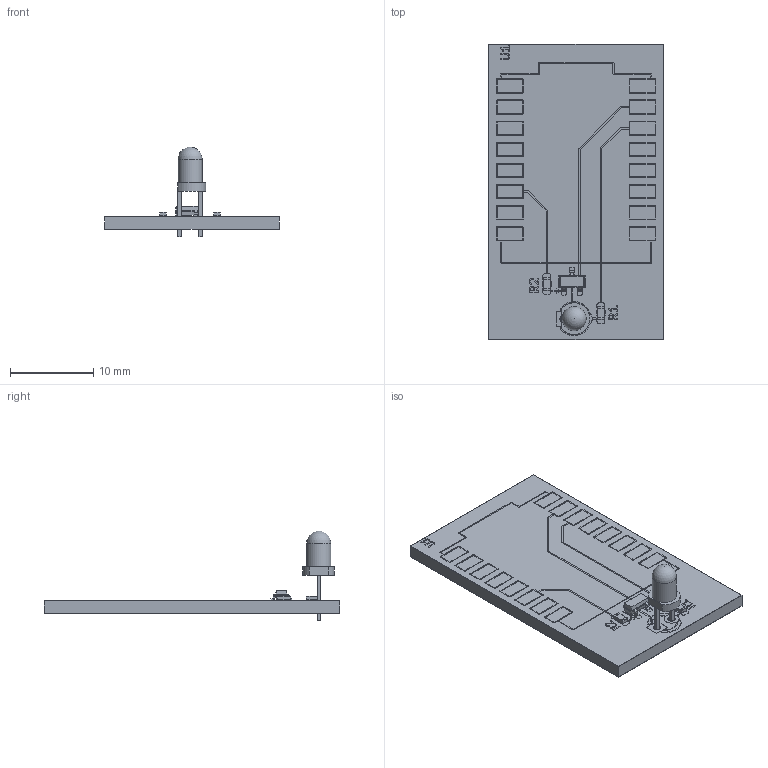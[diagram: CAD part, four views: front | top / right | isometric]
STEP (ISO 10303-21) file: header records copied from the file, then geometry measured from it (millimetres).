
FILE_DESCRIPTION(('KiCad electronic assembly'),'2;1');
FILE_NAME('Esp32InfraredController.step','2025-03-05T12:33:18',('Pcbnew' ),('Kicad'),'Open CASCADE STEP processor 7.8', 'KiCad to STEP converter','Unknown');
FILE_SCHEMA(('AUTOMOTIVE_DESIGN { 1 0 10303 214 1 1 1 1 }'));
Length unit declared in the file: millimetre
Products named in the file (8): Esp32InfraredController 1; R_0603_1608Metric; LED_D3.0mm_IRBlack; SOT-23; Esp32InfraredController_copper; Esp32InfraredController_silkscreen; Esp32InfraredController_soldermask; Esp32InfraredController_PCB
Assembly tree (8 placements, depth 2):
  Esp32InfraredController 1
    R_0603_1608Metric  x2
    LED_D3.0mm_IRBlack
    SOT-23
    Esp32InfraredController_copper
    Esp32InfraredController_silkscreen
    Esp32InfraredController_soldermask
    Esp32InfraredController_PCB
Bounding box: 21 x 35.5 x 10.8 mm (x, y, z)
Volume: 1171.1 mm3; surface area: 3406.8 mm2
Topology: 24 solids, 45 shells, 397 faces, 1331 edges, 1009 vertices
Faces by surface type: plane 303, cylinder 66, bspline 27, sphere 1
Full cylindrical faces by diameter (mm): 0.85 x2, 0.9 x4, 1.8 x2, 2.9 x1
Entity records: 15069 total; most frequent: CARTESIAN_POINT 2720, DIRECTION 2223, ORIENTED_EDGE 2108, EDGE_CURVE 1262, VERTEX_POINT 965, LINE 943, VECTOR 943, AXIS2_PLACEMENT_3D 640
